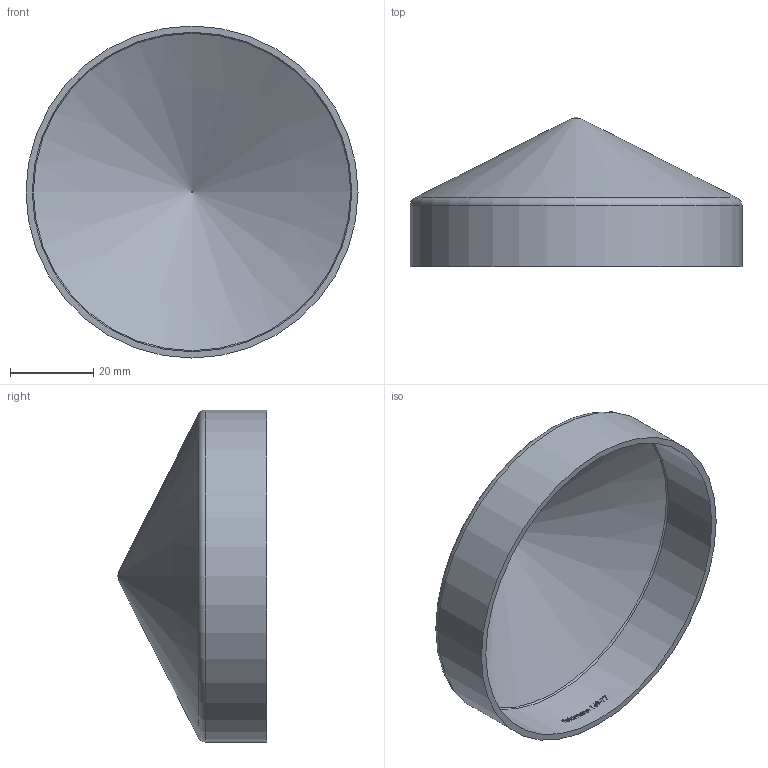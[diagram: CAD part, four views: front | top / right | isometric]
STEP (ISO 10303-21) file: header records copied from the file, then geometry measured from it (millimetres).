
FILE_DESCRIPTION (( 'STEP AP203' ), '1' );
FILE_NAME ('169-77.step', '2019-10-17T15:00:28', ( '' ), ( '' ), 'SwSTEP 2.0', 'SolidWorks 2015', '' );
FILE_SCHEMA (( 'CONFIG_CONTROL_DESIGN' ));
Length unit declared in the file: millimetre
Products named in the file (2): 169-77
Bounding box: 80 x 36 x 80 mm (x, y, z)
Volume: 13810.9 mm3; surface area: 18797 mm2
Topology: 1 solids, 1 shells, 176 faces, 458 edges, 304 vertices
Faces by surface type: plane 83, bspline 66, cylinder 21, torus 2, cone 2, sphere 2
Full cylindrical faces by diameter (mm): 77 x1, 80 x1
Entity records: 8036 total; most frequent: CARTESIAN_POINT 4049, ORIENTED_EDGE 904, DIRECTION 588, EDGE_CURVE 452, VERTEX_POINT 304, LINE 220, VECTOR 220, EDGE_LOOP 202
